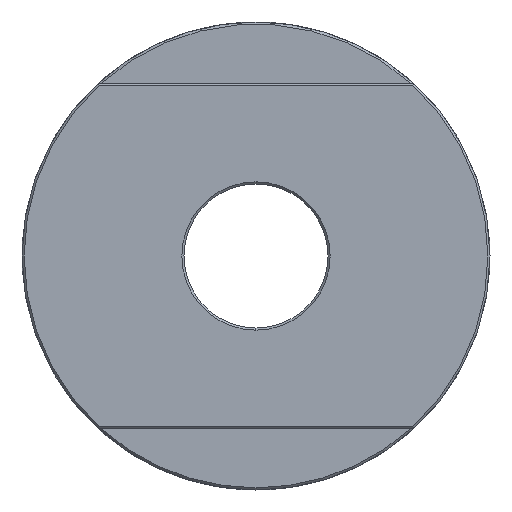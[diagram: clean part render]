
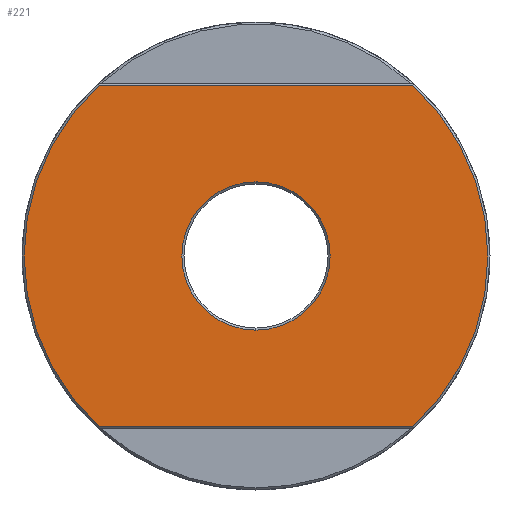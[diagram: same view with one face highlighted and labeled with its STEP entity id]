
A CAD part, left-side view. The second image highlights one B-rep face of the part: STEP entity #221.
In plain terms, the highlighted planar face has unit normal (-1, 0, 0).
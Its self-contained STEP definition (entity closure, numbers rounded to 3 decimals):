
#7 = VERTEX_POINT ( 'NONE', #314 ) ;
#68 = EDGE_CURVE ( 'NONE', #69, #7, #452, .T. ) ;
#69 = VERTEX_POINT ( 'NONE', #447 ) ;
#192 = ORIENTED_EDGE ( 'NONE', *, *, #194, .T. ) ;
#194 = EDGE_CURVE ( 'NONE', #7, #69, #628, .T. ) ;
#196 = ORIENTED_EDGE ( 'NONE', *, *, #204, .T. ) ;
#197 = EDGE_CURVE ( 'NONE', #202, #201, #617, .T. ) ;
#198 = EDGE_CURVE ( 'NONE', #199, #208, #681, .T. ) ;
#199 = VERTEX_POINT ( 'NONE', #680 ) ;
#200 = EDGE_LOOP ( 'NONE', ( #207, #192 ) ) ;
#201 = VERTEX_POINT ( 'NONE', #675 ) ;
#202 = VERTEX_POINT ( 'NONE', #674 ) ;
#203 = ORIENTED_EDGE ( 'NONE', *, *, #197, .T. ) ;
#204 = EDGE_CURVE ( 'NONE', #208, #202, #673, .T. ) ;
#205 = ORIENTED_EDGE ( 'NONE', *, *, #206, .T. ) ;
#206 = EDGE_CURVE ( 'NONE', #201, #199, #668, .T. ) ;
#207 = ORIENTED_EDGE ( 'NONE', *, *, #68, .T. ) ;
#208 = VERTEX_POINT ( 'NONE', #664 ) ;
#221 = ADVANCED_FACE ( 'NONE', ( #654, #653 ), #652, .F. ) ;
#222 = EDGE_LOOP ( 'NONE', ( #223, #196, #203, #205 ) ) ;
#223 = ORIENTED_EDGE ( 'NONE', *, *, #198, .T. ) ;
#314 = CARTESIAN_POINT ( 'NONE',  ( 0., 0., -5.15 ) ) ;
#376 = CARTESIAN_POINT ( 'NONE',  ( 0., 0., 0. ) ) ;
#378 = DIRECTION ( 'NONE',  ( 0., 0., -1. ) ) ;
#379 = DIRECTION ( 'NONE',  ( -1., 0., 0. ) ) ;
#447 = CARTESIAN_POINT ( 'NONE',  ( 0., 0., 5.15 ) ) ;
#448 = DIRECTION ( 'NONE',  ( 0., 0., -1. ) ) ;
#449 = DIRECTION ( 'NONE',  ( 1., 0., 0. ) ) ;
#450 = CARTESIAN_POINT ( 'NONE',  ( 0., 0., 0. ) ) ;
#451 = AXIS2_PLACEMENT_3D ( 'NONE', #450, #449, #448 ) ;
#452 = CIRCLE ( 'NONE', #451, 5.15 ) ;
#616 = AXIS2_PLACEMENT_3D ( 'NONE', #376, #379, #378 ) ;
#617 = CIRCLE ( 'NONE', #616, 16.1 ) ;
#624 = DIRECTION ( 'NONE',  ( 0., 0., -1. ) ) ;
#625 = DIRECTION ( 'NONE',  ( 1., 0., 0. ) ) ;
#626 = CARTESIAN_POINT ( 'NONE',  ( 0., 0., 0. ) ) ;
#627 = AXIS2_PLACEMENT_3D ( 'NONE', #626, #625, #624 ) ;
#628 = CIRCLE ( 'NONE', #627, 5.15 ) ;
#648 = DIRECTION ( 'NONE',  ( 0., 0., -1. ) ) ;
#649 = DIRECTION ( 'NONE',  ( 1., 0., 0. ) ) ;
#650 = CARTESIAN_POINT ( 'NONE',  ( 0., 5., 0. ) ) ;
#651 = AXIS2_PLACEMENT_3D ( 'NONE', #650, #649, #648 ) ;
#652 = PLANE ( 'NONE',  #651 ) ;
#653 = FACE_BOUND ( 'NONE', #200, .T. ) ;
#654 = FACE_OUTER_BOUND ( 'NONE', #222, .T. ) ;
#664 = CARTESIAN_POINT ( 'NONE',  ( 0., 10.899, -11.85 ) ) ;
#665 = DIRECTION ( 'NONE',  ( 0., 1., 0. ) ) ;
#666 = VECTOR ( 'NONE', #665, 1000. ) ;
#667 = CARTESIAN_POINT ( 'NONE',  ( 0., 5., 11.85 ) ) ;
#668 = LINE ( 'NONE', #667, #666 ) ;
#670 = DIRECTION ( 'NONE',  ( 0., -1., 0. ) ) ;
#671 = VECTOR ( 'NONE', #670, 1000. ) ;
#672 = CARTESIAN_POINT ( 'NONE',  ( 0., 5., -11.85 ) ) ;
#673 = LINE ( 'NONE', #672, #671 ) ;
#674 = CARTESIAN_POINT ( 'NONE',  ( 0., -10.899, -11.85 ) ) ;
#675 = CARTESIAN_POINT ( 'NONE',  ( 0., -10.899, 11.85 ) ) ;
#676 = DIRECTION ( 'NONE',  ( 0., 0., -1. ) ) ;
#677 = DIRECTION ( 'NONE',  ( -1., 0., 0. ) ) ;
#678 = CARTESIAN_POINT ( 'NONE',  ( 0., 0., 0. ) ) ;
#679 = AXIS2_PLACEMENT_3D ( 'NONE', #678, #677, #676 ) ;
#680 = CARTESIAN_POINT ( 'NONE',  ( 0., 10.899, 11.85 ) ) ;
#681 = CIRCLE ( 'NONE', #679, 16.1 ) ;
